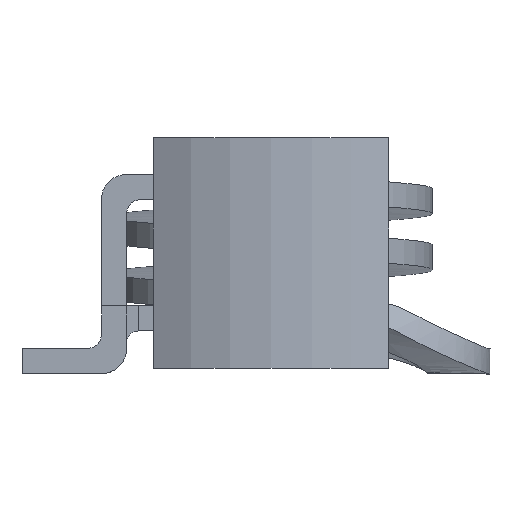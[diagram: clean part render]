
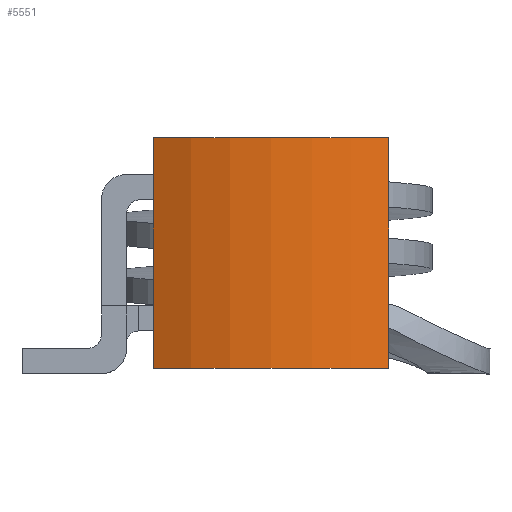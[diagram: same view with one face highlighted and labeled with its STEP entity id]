
A CAD part, front view. The second image highlights one B-rep face of the part: STEP entity #5551.
In plain terms, the highlighted cylindrical face has radius 9.663 mm (diameter 19.327 mm), a partial arc.
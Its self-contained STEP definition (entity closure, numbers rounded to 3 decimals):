
#76=CYLINDRICAL_SURFACE('',#5806,9.663);
#185=LINE('',#6986,#627);
#197=LINE('',#7029,#639);
#627=VECTOR('',#6033,1000.);
#639=VECTOR('',#6083,1000.);
#1123=ORIENTED_EDGE('',*,*,#2225,.F.);
#1124=ORIENTED_EDGE('',*,*,#2210,.F.);
#1125=ORIENTED_EDGE('',*,*,#2230,.F.);
#1126=ORIENTED_EDGE('',*,*,#2231,.T.);
#2210=EDGE_CURVE('',#2770,#2771,#185,.T.);
#2225=EDGE_CURVE('',#2771,#2779,#3129,.T.);
#2230=EDGE_CURVE('',#2782,#2770,#3132,.T.);
#2231=EDGE_CURVE('',#2782,#2779,#197,.T.);
#2770=VERTEX_POINT('',#6985);
#2771=VERTEX_POINT('',#6987);
#2779=VERTEX_POINT('',#7018);
#2782=VERTEX_POINT('',#7028);
#3129=CIRCLE('',#5802,9.663);
#3132=CIRCLE('',#5807,9.663);
#3163=EDGE_LOOP('',(#1123,#1124,#1125,#1126));
#3446=FACE_BOUND('',#3163,.T.);
#5551=ADVANCED_FACE('',(#3446),#76,.T.);
#5802=AXIS2_PLACEMENT_3D('',#7017,#6069,#6070);
#5806=AXIS2_PLACEMENT_3D('',#7026,#6079,#6080);
#5807=AXIS2_PLACEMENT_3D('',#7027,#6081,#6082);
#6033=DIRECTION('',(0.,0.,-1.));
#6069=DIRECTION('',(0.,0.,-1.));
#6070=DIRECTION('',(-1.,0.,0.));
#6079=DIRECTION('',(0.,0.,-1.));
#6080=DIRECTION('',(-1.,0.,0.));
#6081=DIRECTION('',(0.,0.,1.));
#6082=DIRECTION('',(-1.,0.,0.));
#6083=DIRECTION('',(0.,0.,-1.));
#6985=CARTESIAN_POINT('',(8.44,4.7,9.2));
#6986=CARTESIAN_POINT('',(8.44,4.7,4.6));
#6987=CARTESIAN_POINT('',(8.44,4.7,0.));
#7017=CARTESIAN_POINT('',(-0.003,0.,0.));
#7018=CARTESIAN_POINT('',(8.44,-4.7,0.));
#7026=CARTESIAN_POINT('',(-0.003,0.,4.6));
#7027=CARTESIAN_POINT('',(-0.003,0.,9.2));
#7028=CARTESIAN_POINT('',(8.44,-4.7,9.2));
#7029=CARTESIAN_POINT('',(8.44,-4.7,4.6));
